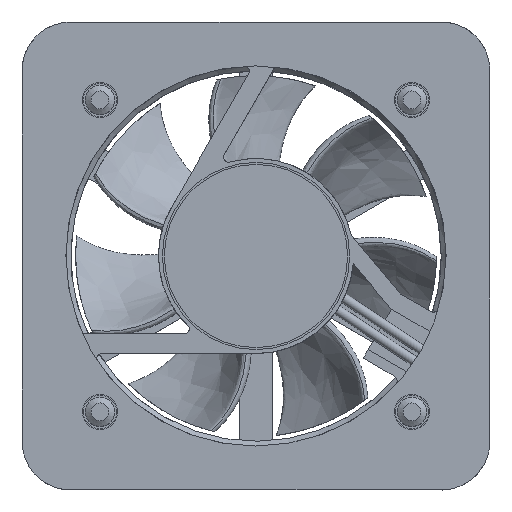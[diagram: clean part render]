
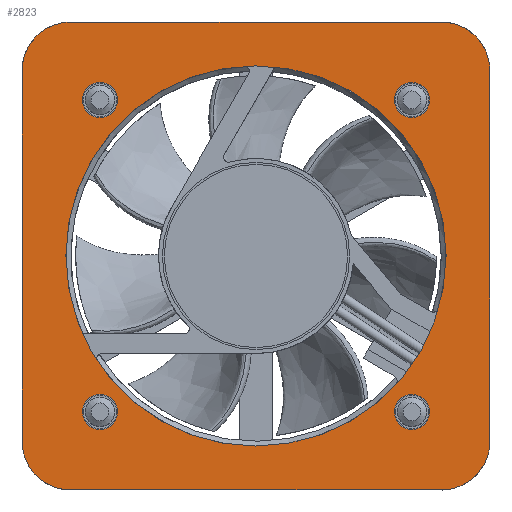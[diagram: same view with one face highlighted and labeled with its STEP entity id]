
A CAD part, top view. The second image highlights one B-rep face of the part: STEP entity #2823.
In plain terms, the highlighted planar face has unit normal (0, 0, 1).
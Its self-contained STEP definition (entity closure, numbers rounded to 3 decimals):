
#141=FACE_BOUND('',#518,.T.);
#142=FACE_BOUND('',#519,.T.);
#143=FACE_BOUND('',#520,.T.);
#144=FACE_BOUND('',#521,.T.);
#145=FACE_BOUND('',#522,.T.);
#179=B_SPLINE_CURVE_WITH_KNOTS('',3,(#4791,#4792,#4793,#4794,#4795,#4796,
#4797,#4798,#4799,#4800,#4801,#4802,#4803,#4804,#4805,#4806,#4807,#4808,
#4809,#4810,#4811,#4812,#4813,#4814,#4815,#4816,#4817,#4818,#4819,#4820,
#4821,#4822,#4823,#4824,#4825,#4826,#4827),.UNSPECIFIED.,.T.,.F.,(4,3,3,
3,3,3,3,3,3,3,3,3,4),(0.,0.022,0.043,0.25,0.272,
0.293,0.5,0.522,0.543,0.75,0.772,
0.793,1.),.UNSPECIFIED.);
#248=PLANE('',#3073);
#338=FACE_OUTER_BOUND('',#517,.T.);
#517=EDGE_LOOP('',(#2099));
#518=EDGE_LOOP('',(#2100));
#519=EDGE_LOOP('',(#2101));
#520=EDGE_LOOP('',(#2102));
#521=EDGE_LOOP('',(#2103));
#522=EDGE_LOOP('',(#2104));
#1101=CIRCLE('',#3059,1.8);
#1103=CIRCLE('',#3062,1.8);
#1105=CIRCLE('',#3065,19.5);
#1107=CIRCLE('',#3068,1.8);
#1109=CIRCLE('',#3071,1.8);
#1273=VERTEX_POINT('',#4648);
#1275=VERTEX_POINT('',#4654);
#1277=VERTEX_POINT('',#4660);
#1279=VERTEX_POINT('',#4666);
#1281=VERTEX_POINT('',#4672);
#1284=VERTEX_POINT('',#4789);
#1570=EDGE_CURVE('',#1273,#1273,#1101,.T.);
#1573=EDGE_CURVE('',#1275,#1275,#1103,.T.);
#1576=EDGE_CURVE('',#1277,#1277,#1105,.T.);
#1579=EDGE_CURVE('',#1279,#1279,#1107,.T.);
#1582=EDGE_CURVE('',#1281,#1281,#1109,.T.);
#1587=EDGE_CURVE('',#1284,#1284,#179,.T.);
#2099=ORIENTED_EDGE('',*,*,#1587,.T.);
#2100=ORIENTED_EDGE('',*,*,#1582,.T.);
#2101=ORIENTED_EDGE('',*,*,#1579,.T.);
#2102=ORIENTED_EDGE('',*,*,#1576,.T.);
#2103=ORIENTED_EDGE('',*,*,#1573,.T.);
#2104=ORIENTED_EDGE('',*,*,#1570,.T.);
#2823=ADVANCED_FACE('',(#338,#141,#142,#143,#144,#145),#248,.T.);
#3059=AXIS2_PLACEMENT_3D('',#4649,#3487,#3488);
#3062=AXIS2_PLACEMENT_3D('',#4655,#3494,#3495);
#3065=AXIS2_PLACEMENT_3D('',#4661,#3501,#3502);
#3068=AXIS2_PLACEMENT_3D('',#4667,#3508,#3509);
#3071=AXIS2_PLACEMENT_3D('',#4673,#3515,#3516);
#3073=AXIS2_PLACEMENT_3D('',#4828,#3521,#3522);
#3487=DIRECTION('center_axis',(0.,0.,-1.));
#3488=DIRECTION('ref_axis',(1.,0.,0.));
#3494=DIRECTION('center_axis',(0.,0.,-1.));
#3495=DIRECTION('ref_axis',(1.,0.,0.));
#3501=DIRECTION('center_axis',(0.,0.,-1.));
#3502=DIRECTION('ref_axis',(1.,0.,0.));
#3508=DIRECTION('center_axis',(0.,0.,-1.));
#3509=DIRECTION('ref_axis',(1.,0.,0.));
#3515=DIRECTION('center_axis',(0.,0.,-1.));
#3516=DIRECTION('ref_axis',(1.,0.,0.));
#3521=DIRECTION('center_axis',(0.,0.,1.));
#3522=DIRECTION('ref_axis',(1.,0.,0.));
#4648=CARTESIAN_POINT('',(14.2,-16.,12.9));
#4649=CARTESIAN_POINT('Origin',(16.,-16.,12.9));
#4654=CARTESIAN_POINT('',(14.2,16.,12.9));
#4655=CARTESIAN_POINT('Origin',(16.,16.,12.9));
#4660=CARTESIAN_POINT('',(-19.5,0.,12.9));
#4661=CARTESIAN_POINT('Origin',(0.,0.,12.9));
#4666=CARTESIAN_POINT('',(-17.8,16.,12.9));
#4667=CARTESIAN_POINT('Origin',(-16.,16.,12.9));
#4672=CARTESIAN_POINT('',(-17.8,-16.,12.9));
#4673=CARTESIAN_POINT('Origin',(-16.,-16.,12.9));
#4789=CARTESIAN_POINT('',(-24.,-19.,12.9));
#4791=CARTESIAN_POINT('Ctrl Pts',(-24.,-19.,12.9));
#4792=CARTESIAN_POINT('Ctrl Pts',(-24.,-20.325,12.9));
#4793=CARTESIAN_POINT('Ctrl Pts',(-23.447,-21.641,12.9));
#4794=CARTESIAN_POINT('Ctrl Pts',(-22.501,-22.569,12.9));
#4795=CARTESIAN_POINT('Ctrl Pts',(-21.578,-23.475,12.9));
#4796=CARTESIAN_POINT('Ctrl Pts',(-20.293,-24.,12.9));
#4797=CARTESIAN_POINT('Ctrl Pts',(-19.,-24.,12.9));
#4798=CARTESIAN_POINT('Ctrl Pts',(-6.417,-24.,12.9));
#4799=CARTESIAN_POINT('Ctrl Pts',(6.417,-24.,12.9));
#4800=CARTESIAN_POINT('Ctrl Pts',(19.,-24.,12.9));
#4801=CARTESIAN_POINT('Ctrl Pts',(20.325,-24.,12.9));
#4802=CARTESIAN_POINT('Ctrl Pts',(21.641,-23.447,12.9));
#4803=CARTESIAN_POINT('Ctrl Pts',(22.569,-22.501,12.9));
#4804=CARTESIAN_POINT('Ctrl Pts',(23.475,-21.578,12.9));
#4805=CARTESIAN_POINT('Ctrl Pts',(24.,-20.293,12.9));
#4806=CARTESIAN_POINT('Ctrl Pts',(24.,-19.,12.9));
#4807=CARTESIAN_POINT('Ctrl Pts',(24.,-6.417,12.9));
#4808=CARTESIAN_POINT('Ctrl Pts',(24.,6.417,12.9));
#4809=CARTESIAN_POINT('Ctrl Pts',(24.,19.,12.9));
#4810=CARTESIAN_POINT('Ctrl Pts',(24.,20.325,12.9));
#4811=CARTESIAN_POINT('Ctrl Pts',(23.447,21.641,12.9));
#4812=CARTESIAN_POINT('Ctrl Pts',(22.501,22.569,12.9));
#4813=CARTESIAN_POINT('Ctrl Pts',(21.578,23.475,12.9));
#4814=CARTESIAN_POINT('Ctrl Pts',(20.293,24.,12.9));
#4815=CARTESIAN_POINT('Ctrl Pts',(19.,24.,12.9));
#4816=CARTESIAN_POINT('Ctrl Pts',(6.417,24.,12.9));
#4817=CARTESIAN_POINT('Ctrl Pts',(-6.417,24.,12.9));
#4818=CARTESIAN_POINT('Ctrl Pts',(-19.,24.,12.9));
#4819=CARTESIAN_POINT('Ctrl Pts',(-20.325,24.,12.9));
#4820=CARTESIAN_POINT('Ctrl Pts',(-21.641,23.447,12.9));
#4821=CARTESIAN_POINT('Ctrl Pts',(-22.569,22.501,12.9));
#4822=CARTESIAN_POINT('Ctrl Pts',(-23.475,21.578,12.9));
#4823=CARTESIAN_POINT('Ctrl Pts',(-24.,20.293,12.9));
#4824=CARTESIAN_POINT('Ctrl Pts',(-24.,19.,12.9));
#4825=CARTESIAN_POINT('Ctrl Pts',(-24.,6.417,12.9));
#4826=CARTESIAN_POINT('Ctrl Pts',(-24.,-6.417,12.9));
#4827=CARTESIAN_POINT('Ctrl Pts',(-24.,-19.,12.9));
#4828=CARTESIAN_POINT('Origin',(0.,0.,12.9));
